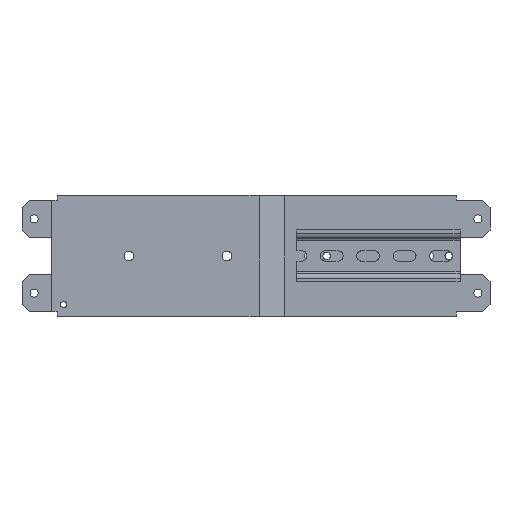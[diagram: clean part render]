
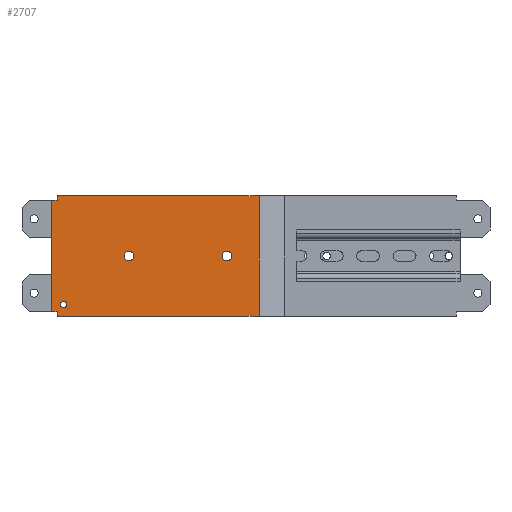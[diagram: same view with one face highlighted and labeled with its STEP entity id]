
A CAD part, top view. The second image highlights one B-rep face of the part: STEP entity #2707.
In plain terms, the highlighted planar face has unit normal (0, 0, 1).
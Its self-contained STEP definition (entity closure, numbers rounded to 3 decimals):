
#864=CARTESIAN_POINT('',(705.192,259.874,2.));
#865=DIRECTION('',(0.,0.,1.));
#866=DIRECTION('',(-1.,0.,0.));
#867=AXIS2_PLACEMENT_3D('',#864,#865,#866);
#872=CARTESIAN_POINT('',(705.192,259.874,2.));
#873=DIRECTION('',(0.,0.,1.));
#874=DIRECTION('',(1.,0.,0.));
#875=AXIS2_PLACEMENT_3D('',#872,#873,#874);
#880=CARTESIAN_POINT('',(639.192,259.874,2.));
#881=DIRECTION('',(0.,0.,1.));
#882=DIRECTION('',(-1.,0.,0.));
#883=AXIS2_PLACEMENT_3D('',#880,#881,#882);
#888=CARTESIAN_POINT('',(639.192,259.874,2.));
#889=DIRECTION('',(0.,0.,1.));
#890=DIRECTION('',(1.,0.,0.));
#891=AXIS2_PLACEMENT_3D('',#888,#889,#890);
#896=CARTESIAN_POINT('',(595.192,227.174,2.));
#897=DIRECTION('',(0.,0.,1.));
#898=DIRECTION('',(-1.,0.,0.));
#899=AXIS2_PLACEMENT_3D('',#896,#897,#898);
#904=CARTESIAN_POINT('',(595.192,227.174,2.));
#905=DIRECTION('',(0.,0.,1.));
#906=DIRECTION('',(1.,0.,0.));
#907=AXIS2_PLACEMENT_3D('',#904,#905,#906);
#912=DIRECTION('',(1.,0.,0.));
#913=VECTOR('',#912,3.7);
#914=CARTESIAN_POINT('',(587.192,297.374,2.));
#915=LINE('',#914,#913);
#919=DIRECTION('',(0.,1.,0.));
#920=VECTOR('',#919,3.2);
#921=CARTESIAN_POINT('',(590.892,297.374,2.));
#922=LINE('',#921,#920);
#926=DIRECTION('',(1.,0.,0.));
#927=VECTOR('',#926,135.975);
#928=CARTESIAN_POINT('',(590.892,300.574,2.));
#929=LINE('',#928,#927);
#933=DIRECTION('',(0.,1.,0.));
#934=VECTOR('',#933,81.4);
#935=CARTESIAN_POINT('',(726.867,219.174,2.));
#936=LINE('',#935,#934);
#940=DIRECTION('',(-1.,0.,0.));
#941=VECTOR('',#940,135.975);
#942=CARTESIAN_POINT('',(726.867,219.174,2.));
#943=LINE('',#942,#941);
#947=DIRECTION('',(0.,1.,0.));
#948=VECTOR('',#947,3.2);
#949=CARTESIAN_POINT('',(590.892,219.174,2.));
#950=LINE('',#949,#948);
#954=DIRECTION('',(-1.,0.,0.));
#955=VECTOR('',#954,3.7);
#956=CARTESIAN_POINT('',(590.892,222.374,2.));
#957=LINE('',#956,#955);
#996=DIRECTION('',(0.,-1.,0.));
#997=VECTOR('',#996,75.);
#998=CARTESIAN_POINT('',(587.192,297.374,2.));
#999=LINE('',#998,#997);
#1705=CARTESIAN_POINT('',(590.892,219.174,2.));
#1707=VERTEX_POINT('',#1705);
#1709=CARTESIAN_POINT('',(590.892,300.574,2.));
#1711=VERTEX_POINT('',#1709);
#1718=CARTESIAN_POINT('',(590.892,297.374,2.));
#1719=VERTEX_POINT('',#1718);
#1736=CARTESIAN_POINT('',(708.442,259.874,2.));
#1737=VERTEX_POINT('',#1736);
#1738=CARTESIAN_POINT('',(701.942,259.874,2.));
#1739=VERTEX_POINT('',#1738);
#1740=CARTESIAN_POINT('',(590.892,222.374,2.));
#1741=VERTEX_POINT('',#1740);
#1742=CARTESIAN_POINT('',(635.942,259.874,2.));
#1743=CARTESIAN_POINT('',(642.442,259.874,2.));
#1744=VERTEX_POINT('',#1742);
#1745=VERTEX_POINT('',#1743);
#1746=CARTESIAN_POINT('',(593.092,227.174,2.));
#1747=CARTESIAN_POINT('',(597.292,227.174,2.));
#1748=VERTEX_POINT('',#1746);
#1749=VERTEX_POINT('',#1747);
#1752=CARTESIAN_POINT('',(726.867,219.174,2.));
#1753=CARTESIAN_POINT('',(726.867,300.574,2.));
#1754=VERTEX_POINT('',#1752);
#1755=VERTEX_POINT('',#1753);
#1840=CARTESIAN_POINT('',(587.192,222.374,2.));
#1841=VERTEX_POINT('',#1840);
#1842=CARTESIAN_POINT('',(587.192,297.374,2.));
#1843=VERTEX_POINT('',#1842);
#2671=CARTESIAN_POINT('',(644.706,259.874,2.));
#2672=DIRECTION('',(0.,0.,1.));
#2673=DIRECTION('',(1.,0.,0.));
#2674=AXIS2_PLACEMENT_3D('',#2671,#2672,#2673);
#2675=PLANE('',#2674);
#2677=ORIENTED_EDGE('',*,*,#2676,.F.);
#2679=ORIENTED_EDGE('',*,*,#2678,.T.);
#2681=ORIENTED_EDGE('',*,*,#2680,.T.);
#2683=ORIENTED_EDGE('',*,*,#2682,.T.);
#2684=ORIENTED_EDGE('',*,*,#2023,.F.);
#2685=ORIENTED_EDGE('',*,*,#2003,.T.);
#2686=ORIENTED_EDGE('',*,*,#2570,.T.);
#2688=ORIENTED_EDGE('',*,*,#2687,.T.);
#2689=EDGE_LOOP('',(#2677,#2679,#2681,#2683,#2684,#2685,#2686,#2688));
#2690=FACE_OUTER_BOUND('',#2689,.F.);
#2691=ORIENTED_EDGE('',*,*,#2657,.T.);
#2692=ORIENTED_EDGE('',*,*,#2639,.T.);
#2693=EDGE_LOOP('',(#2691,#2692));
#2694=FACE_BOUND('',#2693,.F.);
#2696=ORIENTED_EDGE('',*,*,#2695,.T.);
#2698=ORIENTED_EDGE('',*,*,#2697,.T.);
#2699=EDGE_LOOP('',(#2696,#2698));
#2700=FACE_BOUND('',#2699,.F.);
#2702=ORIENTED_EDGE('',*,*,#2701,.T.);
#2704=ORIENTED_EDGE('',*,*,#2703,.T.);
#2705=EDGE_LOOP('',(#2702,#2704));
#2706=FACE_BOUND('',#2705,.F.);
#868=CIRCLE('',#867,3.25);
#876=CIRCLE('',#875,3.25);
#884=CIRCLE('',#883,3.25);
#892=CIRCLE('',#891,3.25);
#900=CIRCLE('',#899,2.1);
#908=CIRCLE('',#907,2.1);
#2003=EDGE_CURVE('',#1754,#1707,#943,.T.);
#2023=EDGE_CURVE('',#1754,#1755,#936,.T.);
#2570=EDGE_CURVE('',#1707,#1741,#950,.T.);
#2639=EDGE_CURVE('',#1745,#1744,#892,.T.);
#2657=EDGE_CURVE('',#1744,#1745,#884,.T.);
#2676=EDGE_CURVE('',#1843,#1841,#999,.T.);
#2678=EDGE_CURVE('',#1843,#1719,#915,.T.);
#2680=EDGE_CURVE('',#1719,#1711,#922,.T.);
#2682=EDGE_CURVE('',#1711,#1755,#929,.T.);
#2687=EDGE_CURVE('',#1741,#1841,#957,.T.);
#2695=EDGE_CURVE('',#1748,#1749,#900,.T.);
#2697=EDGE_CURVE('',#1749,#1748,#908,.T.);
#2701=EDGE_CURVE('',#1739,#1737,#868,.T.);
#2703=EDGE_CURVE('',#1737,#1739,#876,.T.);
#2707=ADVANCED_FACE('',(#2690,#2694,#2700,#2706),#2675,.T.);
